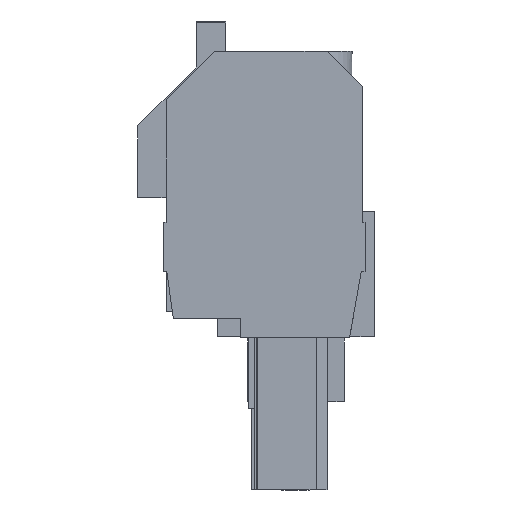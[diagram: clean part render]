
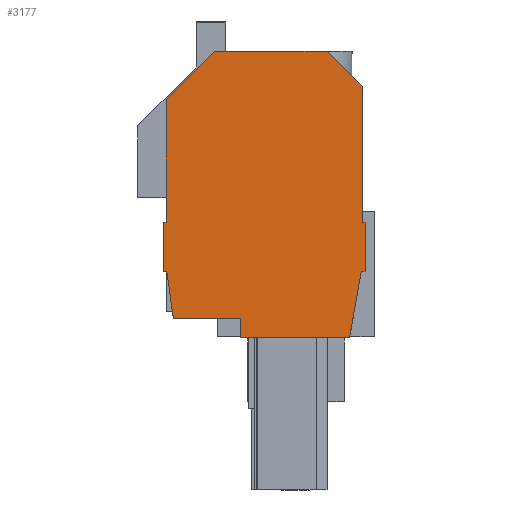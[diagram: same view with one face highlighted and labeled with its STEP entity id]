
A CAD part, left-side view. The second image highlights one B-rep face of the part: STEP entity #3177.
In plain terms, the highlighted planar face has unit normal (-1, 0, 0).
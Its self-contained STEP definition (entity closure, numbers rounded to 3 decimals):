
#3088=AXIS2_PLACEMENT_3D('Plane Axis2P3D',#3085,#3086,#3087) ;
#111=CARTESIAN_POINT('Vertex',(0.,21.23,27.3)) ;
#116=CARTESIAN_POINT('Line Origine',(0.,21.23,33.532)) ;
#120=CARTESIAN_POINT('Vertex',(0.,21.23,39.764)) ;
#279=CARTESIAN_POINT('Vertex',(0.,1.23,27.3)) ;
#603=CARTESIAN_POINT('Vertex',(0.,1.23,41.114)) ;
#606=CARTESIAN_POINT('Line Origine',(0.,1.23,34.207)) ;
#2425=CARTESIAN_POINT('Vertex',(0.,1.334,22.3)) ;
#2428=CARTESIAN_POINT('Line Origine',(0.,1.934,18.9)) ;
#2432=CARTESIAN_POINT('Vertex',(0.,2.533,15.5)) ;
#2483=CARTESIAN_POINT('Vertex',(0.,20.487,17.5)) ;
#2486=CARTESIAN_POINT('Line Origine',(0.,20.825,19.9)) ;
#2490=CARTESIAN_POINT('Vertex',(0.,21.162,22.3)) ;
#2950=CARTESIAN_POINT('Vertex',(0.,4.816,44.7)) ;
#2953=CARTESIAN_POINT('Line Origine',(0.,3.023,42.907)) ;
#3085=CARTESIAN_POINT('Axis2P3D Location',(0.,0.93,0.)) ;
#3090=CARTESIAN_POINT('Line Origine',(0.,21.53,24.8)) ;
#3094=CARTESIAN_POINT('Vertex',(0.,21.53,27.3)) ;
#3096=CARTESIAN_POINT('Vertex',(0.,21.53,22.3)) ;
#3099=CARTESIAN_POINT('Line Origine',(0.,21.346,22.3)) ;
#3104=CARTESIAN_POINT('Line Origine',(0.,17.07,17.5)) ;
#3108=CARTESIAN_POINT('Vertex',(0.,13.653,17.5)) ;
#3111=CARTESIAN_POINT('Line Origine',(0.,13.653,16.5)) ;
#3115=CARTESIAN_POINT('Vertex',(0.,13.653,15.5)) ;
#3118=CARTESIAN_POINT('Line Origine',(0.,8.093,15.5)) ;
#3123=CARTESIAN_POINT('Line Origine',(0.,1.132,22.3)) ;
#3127=CARTESIAN_POINT('Vertex',(0.,0.93,22.3)) ;
#3130=CARTESIAN_POINT('Line Origine',(0.,0.93,24.8)) ;
#3134=CARTESIAN_POINT('Vertex',(0.,0.93,27.3)) ;
#3137=CARTESIAN_POINT('Line Origine',(0.,1.08,27.3)) ;
#3142=CARTESIAN_POINT('Line Origine',(0.,10.555,44.7)) ;
#3146=CARTESIAN_POINT('Vertex',(0.,16.294,44.7)) ;
#3149=CARTESIAN_POINT('Line Origine',(0.,18.762,42.232)) ;
#3154=CARTESIAN_POINT('Line Origine',(0.,21.38,27.3)) ;
#117=DIRECTION('Vector Direction',(0.,0.,1.)) ;
#607=DIRECTION('Vector Direction',(0.,0.,-1.)) ;
#2429=DIRECTION('Vector Direction',(0.,0.174,-0.985)) ;
#2487=DIRECTION('Vector Direction',(0.,-0.139,-0.99)) ;
#2954=DIRECTION('Vector Direction',(0.,0.707,0.707)) ;
#3086=DIRECTION('Axis2P3D Direction',(-1.,0.,0.)) ;
#3087=DIRECTION('Axis2P3D XDirection',(0.,0.,1.)) ;
#3091=DIRECTION('Vector Direction',(0.,0.,-1.)) ;
#3100=DIRECTION('Vector Direction',(0.,-1.,0.)) ;
#3105=DIRECTION('Vector Direction',(0.,-1.,0.)) ;
#3112=DIRECTION('Vector Direction',(0.,0.,-1.)) ;
#3119=DIRECTION('Vector Direction',(0.,-1.,0.)) ;
#3124=DIRECTION('Vector Direction',(0.,-1.,0.)) ;
#3131=DIRECTION('Vector Direction',(0.,0.,1.)) ;
#3138=DIRECTION('Vector Direction',(0.,1.,0.)) ;
#3143=DIRECTION('Vector Direction',(0.,1.,0.)) ;
#3150=DIRECTION('Vector Direction',(0.,0.707,-0.707)) ;
#3155=DIRECTION('Vector Direction',(0.,1.,0.)) ;
#118=VECTOR('Line Direction',#117,1.) ;
#608=VECTOR('Line Direction',#607,1.) ;
#2430=VECTOR('Line Direction',#2429,1.) ;
#2488=VECTOR('Line Direction',#2487,1.) ;
#2955=VECTOR('Line Direction',#2954,1.) ;
#3092=VECTOR('Line Direction',#3091,1.) ;
#3101=VECTOR('Line Direction',#3100,1.) ;
#3106=VECTOR('Line Direction',#3105,1.) ;
#3113=VECTOR('Line Direction',#3112,1.) ;
#3120=VECTOR('Line Direction',#3119,1.) ;
#3125=VECTOR('Line Direction',#3124,1.) ;
#3132=VECTOR('Line Direction',#3131,1.) ;
#3139=VECTOR('Line Direction',#3138,1.) ;
#3144=VECTOR('Line Direction',#3143,1.) ;
#3151=VECTOR('Line Direction',#3150,1.) ;
#3156=VECTOR('Line Direction',#3155,1.) ;
#3160=ORIENTED_EDGE('',*,*,#3098,.T.) ;
#3161=ORIENTED_EDGE('',*,*,#3103,.T.) ;
#3162=ORIENTED_EDGE('',*,*,#2492,.T.) ;
#3163=ORIENTED_EDGE('',*,*,#3110,.T.) ;
#3164=ORIENTED_EDGE('',*,*,#3117,.T.) ;
#3165=ORIENTED_EDGE('',*,*,#3122,.T.) ;
#3166=ORIENTED_EDGE('',*,*,#2434,.T.) ;
#3167=ORIENTED_EDGE('',*,*,#3129,.T.) ;
#3168=ORIENTED_EDGE('',*,*,#3136,.T.) ;
#3169=ORIENTED_EDGE('',*,*,#3141,.T.) ;
#3170=ORIENTED_EDGE('',*,*,#610,.T.) ;
#3171=ORIENTED_EDGE('',*,*,#2957,.T.) ;
#3172=ORIENTED_EDGE('',*,*,#3148,.T.) ;
#3173=ORIENTED_EDGE('',*,*,#3153,.T.) ;
#3174=ORIENTED_EDGE('',*,*,#122,.T.) ;
#3175=ORIENTED_EDGE('',*,*,#3158,.T.) ;
#3177=ADVANCED_FACE('housing',(#3176),#3089,.T.) ;
#122=EDGE_CURVE('',#121,#112,#119,.F.) ;
#610=EDGE_CURVE('',#280,#604,#609,.F.) ;
#2434=EDGE_CURVE('',#2433,#2426,#2431,.F.) ;
#2492=EDGE_CURVE('',#2491,#2484,#2489,.T.) ;
#2957=EDGE_CURVE('',#604,#2951,#2956,.T.) ;
#3098=EDGE_CURVE('',#3095,#3097,#3093,.T.) ;
#3103=EDGE_CURVE('',#3097,#2491,#3102,.T.) ;
#3110=EDGE_CURVE('',#2484,#3109,#3107,.T.) ;
#3117=EDGE_CURVE('',#3109,#3116,#3114,.T.) ;
#3122=EDGE_CURVE('',#3116,#2433,#3121,.T.) ;
#3129=EDGE_CURVE('',#2426,#3128,#3126,.T.) ;
#3136=EDGE_CURVE('',#3128,#3135,#3133,.T.) ;
#3141=EDGE_CURVE('',#3135,#280,#3140,.T.) ;
#3148=EDGE_CURVE('',#2951,#3147,#3145,.T.) ;
#3153=EDGE_CURVE('',#3147,#121,#3152,.T.) ;
#3158=EDGE_CURVE('',#112,#3095,#3157,.T.) ;
#3159=EDGE_LOOP('',(#3160,#3161,#3162,#3163,#3164,#3165,#3166,#3167,#3168,#3169,#3170,#3171,#3172,#3173,#3174,#3175)) ;
#3176=FACE_OUTER_BOUND('',#3159,.T.) ;
#119=LINE('Line',#116,#118) ;
#609=LINE('Line',#606,#608) ;
#2431=LINE('Line',#2428,#2430) ;
#2489=LINE('Line',#2486,#2488) ;
#2956=LINE('Line',#2953,#2955) ;
#3093=LINE('Line',#3090,#3092) ;
#3102=LINE('Line',#3099,#3101) ;
#3107=LINE('Line',#3104,#3106) ;
#3114=LINE('Line',#3111,#3113) ;
#3121=LINE('Line',#3118,#3120) ;
#3126=LINE('Line',#3123,#3125) ;
#3133=LINE('Line',#3130,#3132) ;
#3140=LINE('Line',#3137,#3139) ;
#3145=LINE('Line',#3142,#3144) ;
#3152=LINE('Line',#3149,#3151) ;
#3157=LINE('Line',#3154,#3156) ;
#3089=PLANE('',#3088) ;
#112=VERTEX_POINT('',#111) ;
#121=VERTEX_POINT('',#120) ;
#280=VERTEX_POINT('',#279) ;
#604=VERTEX_POINT('',#603) ;
#2426=VERTEX_POINT('',#2425) ;
#2433=VERTEX_POINT('',#2432) ;
#2484=VERTEX_POINT('',#2483) ;
#2491=VERTEX_POINT('',#2490) ;
#2951=VERTEX_POINT('',#2950) ;
#3095=VERTEX_POINT('',#3094) ;
#3097=VERTEX_POINT('',#3096) ;
#3109=VERTEX_POINT('',#3108) ;
#3116=VERTEX_POINT('',#3115) ;
#3128=VERTEX_POINT('',#3127) ;
#3135=VERTEX_POINT('',#3134) ;
#3147=VERTEX_POINT('',#3146) ;
